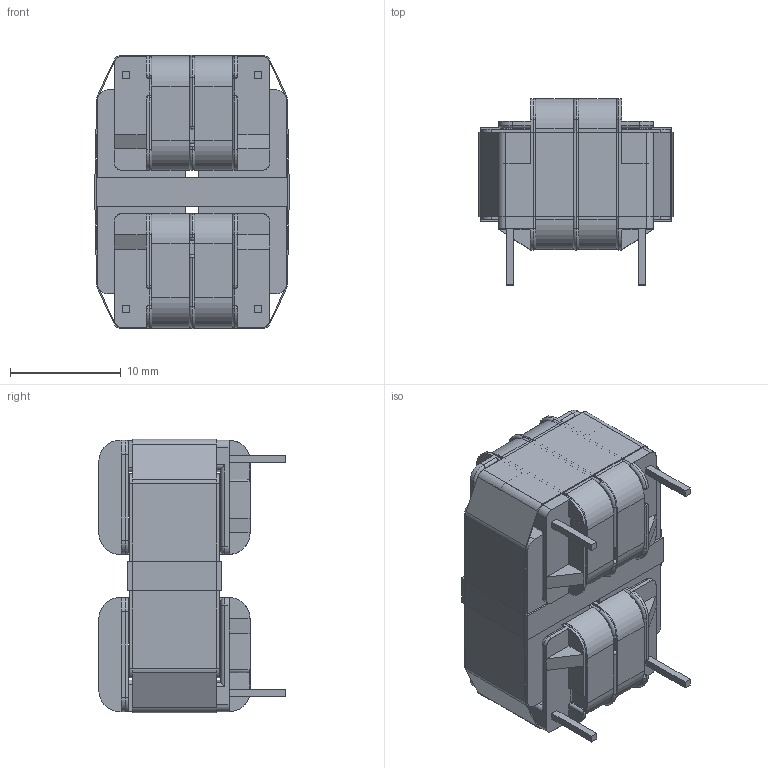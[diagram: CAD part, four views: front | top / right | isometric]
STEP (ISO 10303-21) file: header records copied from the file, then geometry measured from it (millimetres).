
FILE_DESCRIPTION (( 'STEP AP214' ), '1' );
FILE_NAME ('DC16EU_6049.STEP', '2020-04-16T19:21:35', ( '' ), ( '' ), 'SwSTEP 2.0', 'SolidWorks 2017', '' );
FILE_SCHEMA (( 'AUTOMOTIVE_DESIGN' ));
Length unit declared in the file: millimetre
Products named in the file (6): 070-6049_6A; 440-8277-2955; 150-2955_6B; 070-6049_coil; DC16EU_6049; 440-9772-2955
Assembly tree (10 placements, depth 2):
  DC16EU_6049
    070-6049_6A  x2
    150-2955_6B  x2
    070-6049_coil  x4
    440-9772-2955
    440-8277-2955
Bounding box: 17.52 x 16.82 x 24.69 mm (x, y, z)
Volume: 4108.4 mm3; surface area: 7319.2 mm2
Topology: 10 solids, 10 shells, 516 faces, 1336 edges, 828 vertices
Faces by surface type: plane 234, cylinder 210, torus 56, sphere 16
Entity records: 9242 total; most frequent: CARTESIAN_POINT 1504, DIRECTION 1442, ORIENTED_EDGE 1364, EDGE_CURVE 682, AXIS2_PLACEMENT_3D 504, VECTOR 434, LINE 434, VERTEX_POINT 428
